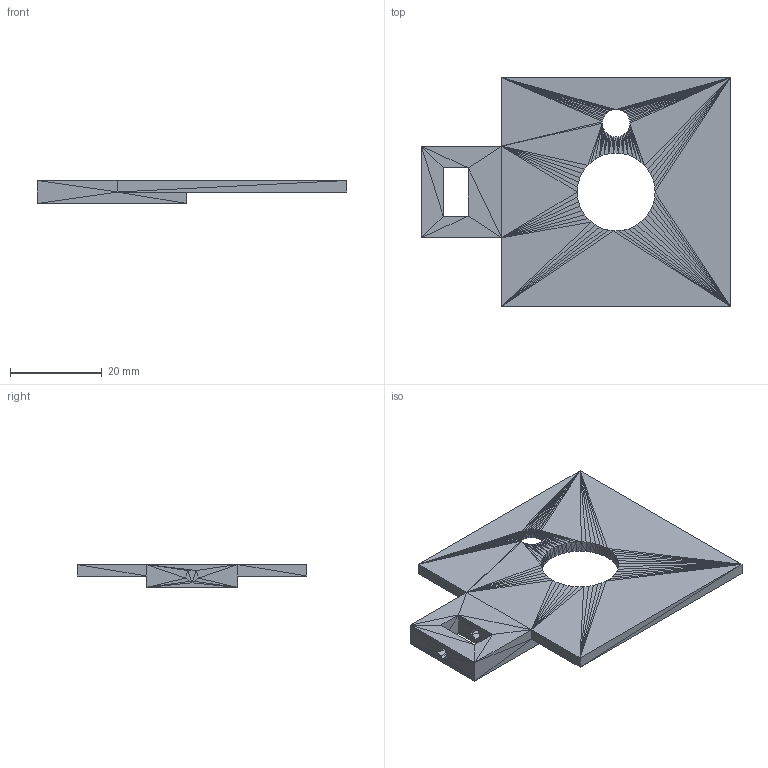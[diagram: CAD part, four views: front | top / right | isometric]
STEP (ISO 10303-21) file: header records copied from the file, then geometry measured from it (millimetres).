
FILE_DESCRIPTION(('FreeCAD Model'),'2;1');
FILE_NAME('fluorescence3.step','2017-09-16T13:26:32',( 'Author'),(''),'Open CASCADE STEP processor 6.8','FreeCAD','Unknown' );
FILE_SCHEMA(('AUTOMOTIVE_DESIGN_CC2 { 1 2 10303 214 -1 1 5 4 }'));
Length unit declared in the file: millimetre
Products named in the file (1): fluorescence3001_(Solid)
Bounding box: 67.5 x 50 x 5 mm (x, y, z)
Volume: 7782.5 mm3; surface area: 6324.8 mm2
Topology: 1 solids, 1 shells, 520 faces, 780 edges, 254 vertices
Faces by surface type: plane 520
Entity records: 19517 total; most frequent: CARTESIAN_POINT 3895, DIRECTION 2602, ORIENTED_EDGE 1560, LINE 1560, VECTOR 1560, PCURVE 1560, DEFINITIONAL_REPRESENTATION 1560, EDGE_CURVE 780
